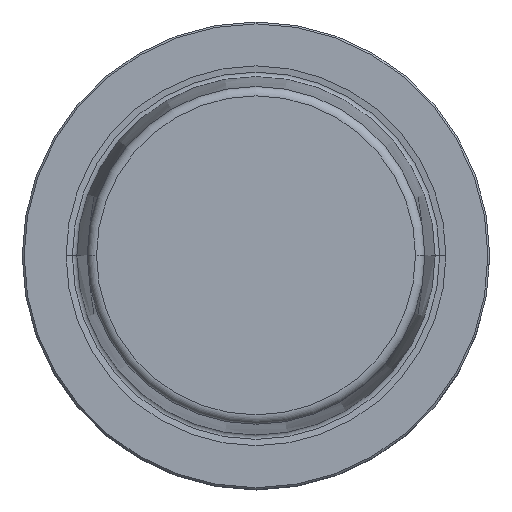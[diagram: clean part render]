
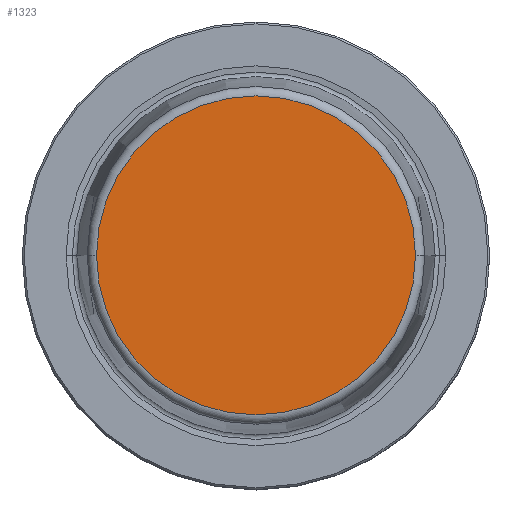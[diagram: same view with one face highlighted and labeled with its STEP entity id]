
A CAD part, top view. The second image highlights one B-rep face of the part: STEP entity #1323.
In plain terms, the highlighted planar face has unit normal (0, 0, 1).
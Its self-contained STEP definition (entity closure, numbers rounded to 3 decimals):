
#328=CARTESIAN_POINT('',(0.,0.,24.9));
#329=DIRECTION('',(0.,0.,1.));
#330=DIRECTION('',(1.,0.,0.));
#331=AXIS2_PLACEMENT_3D('',#328,#329,#330);
#336=CARTESIAN_POINT('',(0.,0.,24.9));
#337=DIRECTION('',(0.,0.,-1.));
#338=DIRECTION('',(1.,0.,0.));
#339=AXIS2_PLACEMENT_3D('',#336,#337,#338);
#916=CARTESIAN_POINT('',(17.056,0.,24.9));
#917=VERTEX_POINT('',#916);
#932=CARTESIAN_POINT('',(-17.056,0.,24.9));
#933=VERTEX_POINT('',#932);
#1314=CARTESIAN_POINT('',(0.,0.,24.9));
#1315=DIRECTION('',(0.,0.,-1.));
#1316=DIRECTION('',(-1.,0.,0.));
#1317=AXIS2_PLACEMENT_3D('',#1314,#1315,#1316);
#1318=PLANE('',#1317);
#1319=ORIENTED_EDGE('',*,*,#1307,.F.);
#1320=ORIENTED_EDGE('',*,*,#1296,.T.);
#1321=EDGE_LOOP('',(#1319,#1320));
#1322=FACE_OUTER_BOUND('',#1321,.F.);
#1323=ADVANCED_FACE('',(#1322),#1318,.F.);
#332=CIRCLE('',#331,17.056);
#340=CIRCLE('',#339,17.056);
#1296=EDGE_CURVE('',#917,#933,#340,.T.);
#1307=EDGE_CURVE('',#917,#933,#332,.T.);
